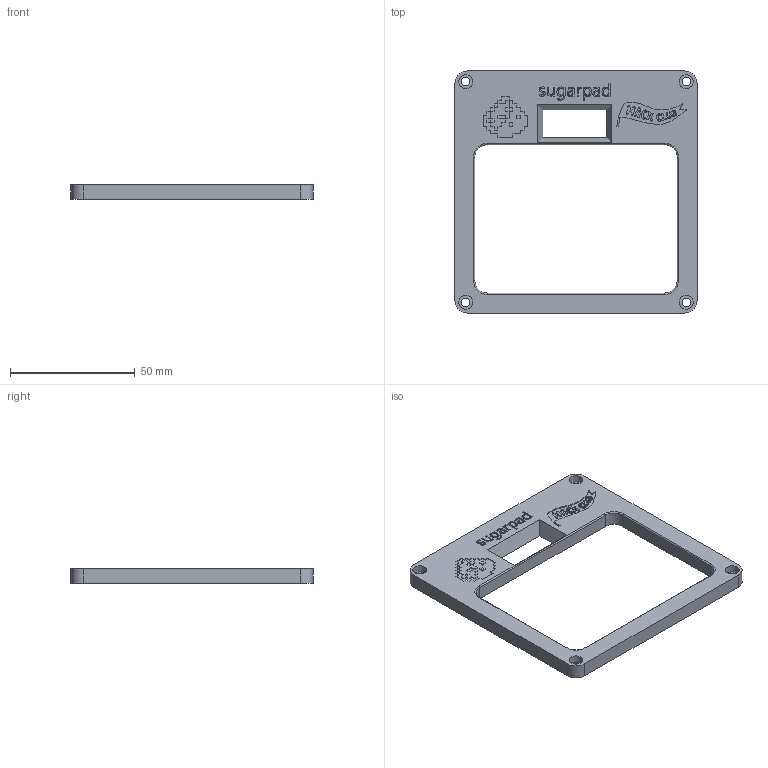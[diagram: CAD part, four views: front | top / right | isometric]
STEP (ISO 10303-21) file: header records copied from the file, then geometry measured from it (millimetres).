
FILE_DESCRIPTION(/* description */ (''),/* implementation_level */ '2;1');
FILE_NAME(/* name */ 'top_case.step',/* time_stamp */ '2025-06-28T21:14:53+03:00',/* author */ (''),/* organization */ (''),/* preprocessor_version */ 'ST-DEVELOPER v20.1',/* originating_system */ 'Autodesk Translation Framework v14.10.0.0',/* authorisation */ '');
FILE_SCHEMA (('AUTOMOTIVE_DESIGN { 1 0 10303 214 3 1 1 }'));
Length unit declared in the file: millimetre
Products named in the file (1): Top
Bounding box: 97 x 97 x 6 mm (x, y, z)
Volume: 24714.6 mm3; surface area: 13269 mm2
Topology: 1 solids, 1 shells, 445 faces, 1198 edges, 778 vertices
Faces by surface type: bspline 214, plane 205, cylinder 22, torus 4
Full cylindrical faces by diameter (mm): 3.4 x4, 5.6 x4
Entity records: 15134 total; most frequent: CARTESIAN_POINT 5596, ORIENTED_EDGE 2396, DIRECTION 1282, EDGE_CURVE 1198, VERTEX_POINT 778, LINE 722, VECTOR 722, EDGE_LOOP 489
